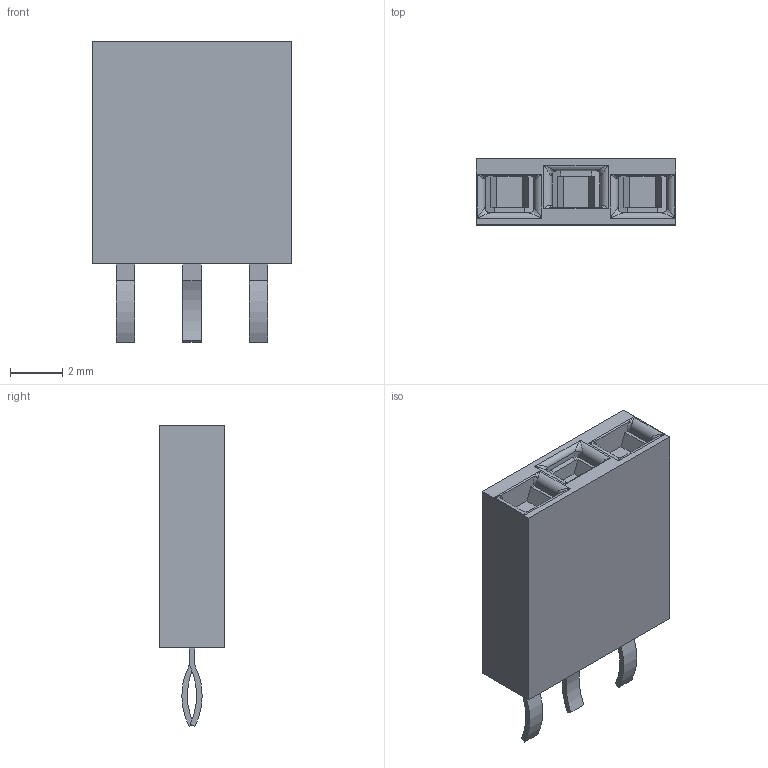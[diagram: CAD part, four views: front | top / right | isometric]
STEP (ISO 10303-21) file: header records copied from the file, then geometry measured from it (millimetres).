
FILE_DESCRIPTION((''),'2;1');
FILE_NAME('C-215299-3','2016-01-30T',('workeradm'),('Tyco Electronics Ltd.'),'CREO PARAMETRIC BY PTC INC, 2015200','CREO PARAMETRIC BY PTC INC, 2015200','');
FILE_SCHEMA(('AUTOMOTIVE_DESIGN { 1 0 10303 214 1 1 1 1 }'));
Length unit declared in the file: millimetre
Products named in the file (1): C-215299-3
Bounding box: 7.62 x 2.52 x 11.5 mm (x, y, z)
Volume: 157.8 mm3; surface area: 253 mm2
Topology: 1 solids, 1 shells, 128 faces, 333 edges, 214 vertices
Faces by surface type: plane 86, cylinder 18, torus 12, bspline 12
Entity records: 8201 total; most frequent: CARTESIAN_POINT 5137, ORIENTED_EDGE 666, DIRECTION 565, EDGE_CURVE 333, VERTEX_POINT 214, VECTOR 213, LINE 213, AXIS2_PLACEMENT_3D 176
